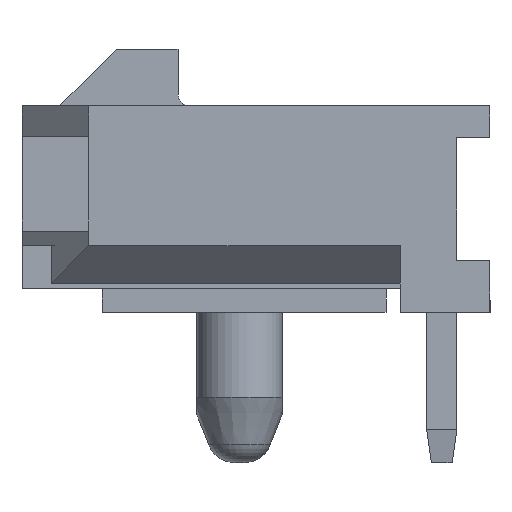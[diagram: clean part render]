
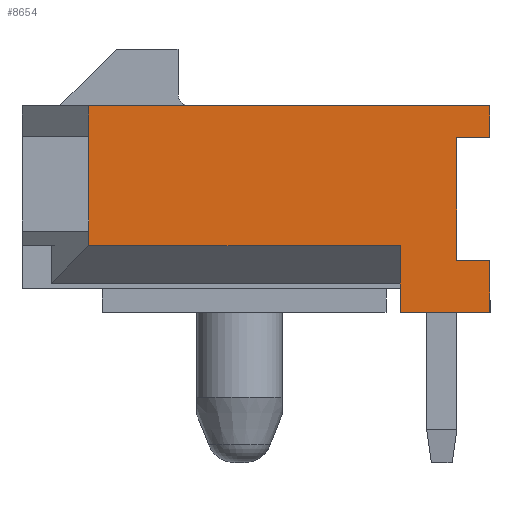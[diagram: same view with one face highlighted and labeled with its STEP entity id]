
A CAD part, left-side view. The second image highlights one B-rep face of the part: STEP entity #8654.
In plain terms, the highlighted face is planar.
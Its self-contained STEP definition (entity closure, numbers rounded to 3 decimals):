
#825=ORIENTED_EDGE('',*,*,#2269,.T.);
#826=ORIENTED_EDGE('',*,*,#2266,.T.);
#827=ORIENTED_EDGE('',*,*,#2263,.T.);
#828=ORIENTED_EDGE('',*,*,#2433,.F.);
#829=ORIENTED_EDGE('',*,*,#2436,.F.);
#830=ORIENTED_EDGE('',*,*,#2385,.F.);
#831=ORIENTED_EDGE('',*,*,#2397,.T.);
#832=ORIENTED_EDGE('',*,*,#2390,.F.);
#833=ORIENTED_EDGE('',*,*,#2334,.F.);
#834=ORIENTED_EDGE('',*,*,#2401,.T.);
#835=ORIENTED_EDGE('',*,*,#2411,.F.);
#836=ORIENTED_EDGE('',*,*,#2435,.F.);
#2263=EDGE_CURVE('',#3091,#3090,#3707,.T.);
#2266=EDGE_CURVE('',#3093,#3091,#3710,.T.);
#2269=EDGE_CURVE('',#3095,#3093,#3713,.T.);
#2334=EDGE_CURVE('',#3141,#3142,#3778,.T.);
#2385=EDGE_CURVE('',#3159,#3176,#3827,.T.);
#2390=EDGE_CURVE('',#3142,#3155,#3832,.T.);
#2397=EDGE_CURVE('',#3159,#3155,#3839,.T.);
#2401=EDGE_CURVE('',#3141,#3183,#3843,.T.);
#2411=EDGE_CURVE('',#3190,#3183,#3853,.T.);
#2433=EDGE_CURVE('',#3199,#3090,#3875,.T.);
#2435=EDGE_CURVE('',#3095,#3190,#3877,.T.);
#2436=EDGE_CURVE('',#3176,#3199,#3878,.T.);
#3090=VERTEX_POINT('',#11648);
#3091=VERTEX_POINT('',#11650);
#3093=VERTEX_POINT('',#11656);
#3095=VERTEX_POINT('',#11662);
#3141=VERTEX_POINT('',#11789);
#3142=VERTEX_POINT('',#11791);
#3155=VERTEX_POINT('',#11829);
#3159=VERTEX_POINT('',#11837);
#3176=VERTEX_POINT('',#11890);
#3183=VERTEX_POINT('',#11918);
#3190=VERTEX_POINT('',#11938);
#3199=VERTEX_POINT('',#11977);
#3707=LINE('',#11649,#4575);
#3710=LINE('',#11655,#4578);
#3713=LINE('',#11661,#4581);
#3778=LINE('',#11790,#4646);
#3827=LINE('',#11889,#4695);
#3832=LINE('',#11899,#4700);
#3839=LINE('',#11911,#4707);
#3843=LINE('',#11919,#4711);
#3853=LINE('',#11939,#4721);
#3875=LINE('',#11976,#4743);
#3877=LINE('',#11980,#4745);
#3878=LINE('',#11982,#4746);
#4575=VECTOR('',#9841,1000.);
#4578=VECTOR('',#9846,1000.);
#4581=VECTOR('',#9851,1000.);
#4646=VECTOR('',#9950,1000.);
#4695=VECTOR('',#10031,1000.);
#4700=VECTOR('',#10040,1000.);
#4707=VECTOR('',#10053,1000.);
#4711=VECTOR('',#10059,1000.);
#4721=VECTOR('',#10075,1000.);
#4743=VECTOR('',#10111,1000.);
#4745=VECTOR('',#10115,1000.);
#4746=VECTOR('',#10118,1000.);
#5244=EDGE_LOOP('',(#825,#826,#827,#828,#829,#830,#831,#832,#833,#834,#835,
#836));
#5598=FACE_BOUND('',#5244,.T.);
#5947=PLANE('',#9028);
#8654=ADVANCED_FACE('',(#5598),#5947,.F.);
#9028=AXIS2_PLACEMENT_3D('',#11981,#10116,#10117);
#9841=DIRECTION('',(0.,1.,0.));
#9846=DIRECTION('',(0.,0.,1.));
#9851=DIRECTION('',(0.,-1.,0.));
#9950=DIRECTION('',(0.,-1.,0.));
#10031=DIRECTION('',(0.,0.,1.));
#10040=DIRECTION('',(0.,0.,1.));
#10053=DIRECTION('',(0.,0.,-1.));
#10059=DIRECTION('',(0.,0.,-1.));
#10075=DIRECTION('',(0.,-1.,0.));
#10111=DIRECTION('',(0.,0.,-1.));
#10115=DIRECTION('',(0.,0.,-1.));
#10116=DIRECTION('',(-1.,0.,0.));
#10117=DIRECTION('',(0.,0.,1.));
#10118=DIRECTION('',(0.,1.,0.));
#11648=CARTESIAN_POINT('',(10.825,4.95,1.515));
#11649=CARTESIAN_POINT('',(10.825,4.25,1.515));
#11650=CARTESIAN_POINT('',(10.825,4.25,1.515));
#11655=CARTESIAN_POINT('',(10.825,4.25,-1.085));
#11656=CARTESIAN_POINT('',(10.825,4.25,-1.085));
#11661=CARTESIAN_POINT('',(10.825,4.95,-1.085));
#11662=CARTESIAN_POINT('',(10.825,4.95,-1.085));
#11789=CARTESIAN_POINT('',(10.825,3.05,-0.771));
#11790=CARTESIAN_POINT('',(10.825,3.05,-0.771));
#11791=CARTESIAN_POINT('',(10.825,-3.536,-0.771));
#11829=CARTESIAN_POINT('',(10.825,-3.536,-0.465));
#11837=CARTESIAN_POINT('',(10.825,-3.536,1.535));
#11889=CARTESIAN_POINT('',(10.825,-3.536,0.));
#11890=CARTESIAN_POINT('',(10.825,-3.536,2.185));
#11899=CARTESIAN_POINT('',(10.825,-3.536,0.));
#11911=CARTESIAN_POINT('',(10.825,-3.536,1.535));
#11918=CARTESIAN_POINT('',(10.825,3.05,-2.185));
#11919=CARTESIAN_POINT('',(10.825,3.05,-2.185));
#11938=CARTESIAN_POINT('',(10.825,4.95,-2.185));
#11939=CARTESIAN_POINT('',(10.825,4.95,-2.185));
#11976=CARTESIAN_POINT('',(10.825,4.95,2.185));
#11977=CARTESIAN_POINT('',(10.825,4.95,2.185));
#11980=CARTESIAN_POINT('',(10.825,4.95,2.185));
#11981=CARTESIAN_POINT('',(10.825,0.,0.));
#11982=CARTESIAN_POINT('',(10.825,-4.95,2.185));
